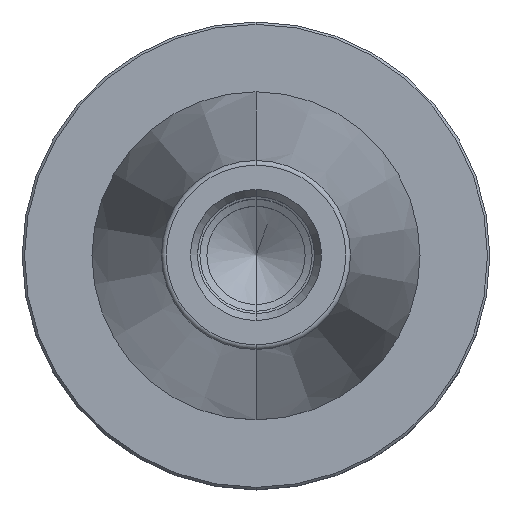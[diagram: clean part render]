
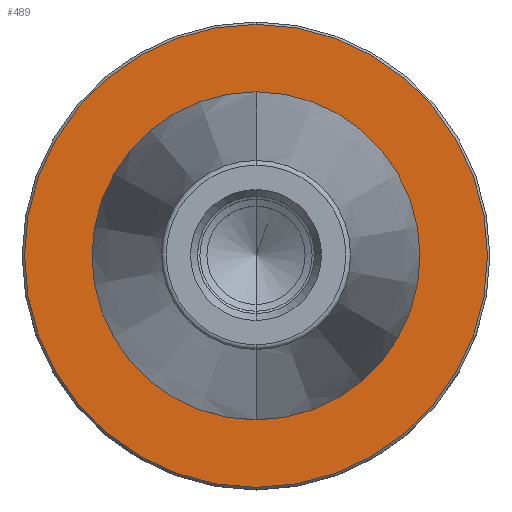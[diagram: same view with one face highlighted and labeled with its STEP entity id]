
A CAD part, top view. The second image highlights one B-rep face of the part: STEP entity #489.
In plain terms, the highlighted planar face has unit normal (0, 0, 1).
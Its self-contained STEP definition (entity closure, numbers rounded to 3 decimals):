
#469=EDGE_CURVE('',#635,#573,#1031,.T.);
#489=ADVANCED_FACE('',(#1051,#1052),#1053,.T.);
#515=EDGE_CURVE('',#573,#635,#1081,.T.);
#545=VERTEX_POINT('',#1116);
#559=EDGE_CURVE('',#545,#767,#1133,.T.);
#573=VERTEX_POINT('',#1147);
#635=VERTEX_POINT('',#1215);
#691=EDGE_CURVE('',#767,#545,#1277,.T.);
#767=VERTEX_POINT('',#1366);
#1031=CIRCLE('',#1681,35.071);
#1051=FACE_OUTER_BOUND('',#1712,.T.);
#1052=FACE_BOUND('',#1713,.T.);
#1053=PLANE('',#1714);
#1081=CIRCLE('',#1750,35.071);
#1116=CARTESIAN_POINT('',(0.,-49.5,-3.0));
#1133=CIRCLE('',#1812,49.5);
#1147=CARTESIAN_POINT('',(0.,-35.071,-3.0));
#1215=CARTESIAN_POINT('',(0.0,35.071,-3.0));
#1277=CIRCLE('',#2014,49.5);
#1366=CARTESIAN_POINT('',(0.0,49.5,-3.0));
#1681=AXIS2_PLACEMENT_3D('',#2462,#2463,#2464);
#1712=EDGE_LOOP('',(#2484,#2485));
#1713=EDGE_LOOP('',(#2486,#2487));
#1714=AXIS2_PLACEMENT_3D('',#2488,#2489,#2490);
#1750=AXIS2_PLACEMENT_3D('',#2518,#2519,#2520);
#1812=AXIS2_PLACEMENT_3D('',#2606,#2607,#2608);
#2014=AXIS2_PLACEMENT_3D('',#2755,#2756,#2757);
#2462=CARTESIAN_POINT('',(0.0,0.0,-3.0));
#2463=DIRECTION('',(0.0,0.0,-1.0));
#2464=DIRECTION('',(0.0,1.0,0.0));
#2484=ORIENTED_EDGE('',*,*,#691,.F.);
#2485=ORIENTED_EDGE('',*,*,#559,.F.);
#2486=ORIENTED_EDGE('',*,*,#469,.T.);
#2487=ORIENTED_EDGE('',*,*,#515,.T.);
#2488=CARTESIAN_POINT('',(0.0,42.285,-3.0));
#2489=DIRECTION('',(-0.0,0.0,1.0));
#2490=DIRECTION('',(0.0,-1.0,0.0));
#2518=CARTESIAN_POINT('',(0.0,0.0,-3.0));
#2519=DIRECTION('',(0.0,0.0,-1.0));
#2520=DIRECTION('',(0.0,1.0,0.0));
#2606=CARTESIAN_POINT('',(0.0,0.0,-3.0));
#2607=DIRECTION('',(0.0,0.0,-1.0));
#2608=DIRECTION('',(0.0,1.0,0.0));
#2755=CARTESIAN_POINT('',(0.0,0.0,-3.0));
#2756=DIRECTION('',(0.0,0.0,-1.0));
#2757=DIRECTION('',(0.0,1.0,0.0));
